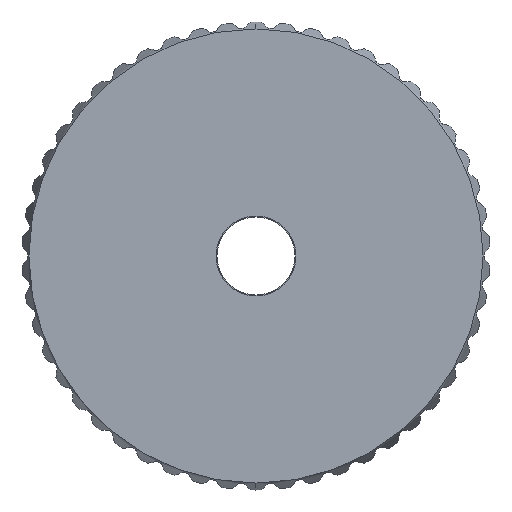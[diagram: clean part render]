
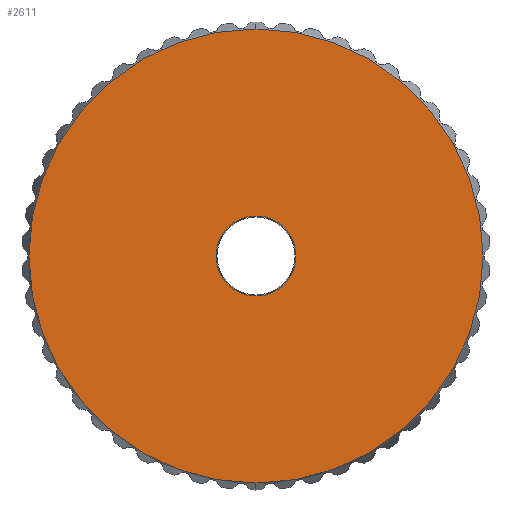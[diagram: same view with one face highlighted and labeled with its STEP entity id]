
A CAD part, left-side view. The second image highlights one B-rep face of the part: STEP entity #2611.
In plain terms, the highlighted planar face has unit normal (-1, 0, 0).
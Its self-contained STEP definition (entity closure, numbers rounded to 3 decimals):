
#231 = CARTESIAN_POINT ( 'NONE',  ( 0., 0., 0. ) ) ;
#417 = EDGE_CURVE ( 'NONE', #12020, #10140, #443, .T. ) ;
#443 = CIRCLE ( 'NONE', #4144, 4.3 ) ;
#570 = CARTESIAN_POINT ( 'NONE',  ( 0., 0., -4.3 ) ) ;
#1716 = CIRCLE ( 'NONE', #10985, 4.3 ) ;
#2311 = CARTESIAN_POINT ( 'NONE',  ( 0., 0., 0. ) ) ;
#2611 = ADVANCED_FACE ( 'NONE', ( #12496, #7497 ), #4688, .T. ) ;
#2709 = EDGE_CURVE ( 'NONE', #8565, #12798, #12913, .T. ) ;
#2730 = CARTESIAN_POINT ( 'NONE',  ( 0., 0., 24.423 ) ) ;
#3416 = CARTESIAN_POINT ( 'NONE',  ( 0., 0., 4.3 ) ) ;
#3615 = DIRECTION ( 'NONE',  ( 0., 0., 1. ) ) ;
#3785 = CARTESIAN_POINT ( 'NONE',  ( 0., 0., -24.423 ) ) ;
#4144 = AXIS2_PLACEMENT_3D ( 'NONE', #13934, #7431, #4786 ) ;
#4688 = PLANE ( 'NONE',  #10246 ) ;
#4786 = DIRECTION ( 'NONE',  ( 0., 0., 1. ) ) ;
#5475 = AXIS2_PLACEMENT_3D ( 'NONE', #231, #7660, #10399 ) ;
#7306 = EDGE_LOOP ( 'NONE', ( #12109, #16378 ) ) ;
#7419 = DIRECTION ( 'NONE',  ( -1., 0., 0. ) ) ;
#7431 = DIRECTION ( 'NONE',  ( 1., 0., 0. ) ) ;
#7497 = FACE_OUTER_BOUND ( 'NONE', #13331, .T. ) ;
#7660 = DIRECTION ( 'NONE',  ( -1., 0., 0. ) ) ;
#7963 = DIRECTION ( 'NONE',  ( 0., 0., 1. ) ) ;
#8235 = EDGE_CURVE ( 'NONE', #12798, #8565, #8835, .T. ) ;
#8565 = VERTEX_POINT ( 'NONE', #3785 ) ;
#8773 = DIRECTION ( 'NONE',  ( -1., 0., 0. ) ) ;
#8835 = CIRCLE ( 'NONE', #13643, 24.423 ) ;
#9686 = ORIENTED_EDGE ( 'NONE', *, *, #8235, .T. ) ;
#9935 = DIRECTION ( 'NONE',  ( 0., 0., 1. ) ) ;
#10140 = VERTEX_POINT ( 'NONE', #570 ) ;
#10246 = AXIS2_PLACEMENT_3D ( 'NONE', #2311, #7419, #3615 ) ;
#10399 = DIRECTION ( 'NONE',  ( 0., 0., 1. ) ) ;
#10985 = AXIS2_PLACEMENT_3D ( 'NONE', #13382, #11963, #7963 ) ;
#11359 = CARTESIAN_POINT ( 'NONE',  ( 0., 0., 0. ) ) ;
#11963 = DIRECTION ( 'NONE',  ( 1., 0., 0. ) ) ;
#12020 = VERTEX_POINT ( 'NONE', #3416 ) ;
#12109 = ORIENTED_EDGE ( 'NONE', *, *, #417, .T. ) ;
#12496 = FACE_BOUND ( 'NONE', #7306, .T. ) ;
#12798 = VERTEX_POINT ( 'NONE', #2730 ) ;
#12913 = CIRCLE ( 'NONE', #5475, 24.423 ) ;
#13331 = EDGE_LOOP ( 'NONE', ( #15143, #9686 ) ) ;
#13382 = CARTESIAN_POINT ( 'NONE',  ( 0., 0., 0. ) ) ;
#13391 = EDGE_CURVE ( 'NONE', #10140, #12020, #1716, .T. ) ;
#13643 = AXIS2_PLACEMENT_3D ( 'NONE', #11359, #8773, #9935 ) ;
#13934 = CARTESIAN_POINT ( 'NONE',  ( 0., 0., 0. ) ) ;
#15143 = ORIENTED_EDGE ( 'NONE', *, *, #2709, .T. ) ;
#16378 = ORIENTED_EDGE ( 'NONE', *, *, #13391, .T. ) ;
